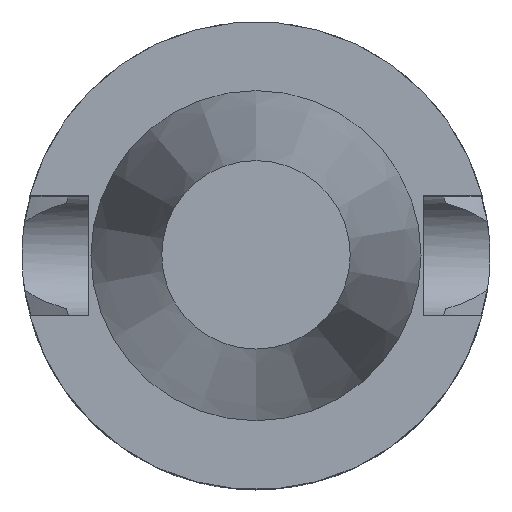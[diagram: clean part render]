
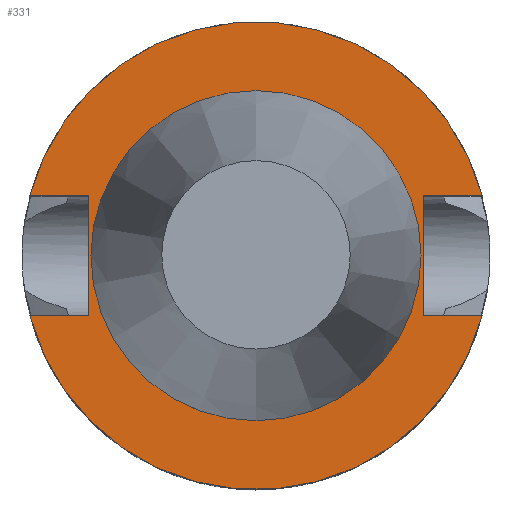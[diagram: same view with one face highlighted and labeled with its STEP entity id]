
A CAD part, top view. The second image highlights one B-rep face of the part: STEP entity #331.
In plain terms, the highlighted planar face has unit normal (0, 0, 1).
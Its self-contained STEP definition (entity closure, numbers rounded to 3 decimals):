
#148=EDGE_CURVE('240[2]',#401,#402,#403,.T.);
#152=EDGE_CURVE('240[2]',#363,#409,#410,.T.);
#168=EDGE_CURVE('240[2]',#434,#435,#436,.T.);
#200=EDGE_CURVE('240[2]',#409,#401,#480,.T.);
#213=EDGE_CURVE('240[2]',#496,#496,#497,.T.);
#245=EDGE_CURVE('240[2]',#441,#358,#540,.T.);
#250=EDGE_CURVE('240[2]',#435,#441,#546,.T.);
#252=EDGE_CURVE('240[2]',#402,#434,#548,.T.);
#294=EDGE_CURVE('240[2]',#358,#363,#602,.T.);
#331=ADVANCED_FACE('240[2]',(#646,#647),#648,.T.);
#358=VERTEX_POINT('',#685);
#363=VERTEX_POINT('',#692);
#401=VERTEX_POINT('',#755);
#402=VERTEX_POINT('',#756);
#403=LINE('',#757,#758);
#409=VERTEX_POINT('',#766);
#410=LINE('',#767,#768);
#434=VERTEX_POINT('',#808);
#435=VERTEX_POINT('',#809);
#436=LINE('',#810,#811);
#441=VERTEX_POINT('',#835);
#480=LINE('',#896,#897);
#496=VERTEX_POINT('',#939);
#497=CIRCLE('',#940,22.225);
#540=LINE('',#1090,#1091);
#546=LINE('',#1099,#1100);
#548=CIRCLE('',#1103,31.5);
#602=CIRCLE('',#1222,31.5);
#646=FACE_OUTER_BOUND('',#1342,.T.);
#647=FACE_BOUND('',#1343,.T.);
#648=PLANE('',#1344);
#685=CARTESIAN_POINT('',(30.454,8.05,-1.));
#692=CARTESIAN_POINT('',(-30.454,8.05,-1.));
#755=CARTESIAN_POINT('',(-22.5,-8.05,-1.));
#756=CARTESIAN_POINT('',(-30.454,-8.05,-1.));
#757=CARTESIAN_POINT('',(-11.25,-8.05,-1.));
#758=VECTOR('',#1385,1.0);
#766=CARTESIAN_POINT('',(-22.5,8.05,-1.));
#767=CARTESIAN_POINT('',(-11.25,8.05,-1.));
#768=VECTOR('',#1389,1.0);
#808=CARTESIAN_POINT('',(30.454,-8.05,-1.));
#809=CARTESIAN_POINT('',(22.5,-8.05,-1.));
#810=CARTESIAN_POINT('',(11.25,-8.05,-1.));
#811=VECTOR('',#1417,1.0);
#835=CARTESIAN_POINT('',(22.5,8.05,-1.));
#896=CARTESIAN_POINT('',(-22.5,13.431,-1.));
#897=VECTOR('',#1469,1.0);
#939=CARTESIAN_POINT('',(0.,22.225,-1.));
#940=AXIS2_PLACEMENT_3D('',#1483,#1484,#1485);
#1090=CARTESIAN_POINT('',(11.25,8.05,-1.));
#1091=VECTOR('',#1539,1.0);
#1099=CARTESIAN_POINT('',(22.5,13.431,-1.));
#1100=VECTOR('',#1548,1.0);
#1103=AXIS2_PLACEMENT_3D('',#1549,#1550,#1551);
#1222=AXIS2_PLACEMENT_3D('',#1613,#1614,#1615);
#1342=EDGE_LOOP('',(#1665,#1666,#1667,#1668,#1669,#1670,#1671,#1672));
#1343=EDGE_LOOP('',(#1673));
#1344=AXIS2_PLACEMENT_3D('',#1674,#1675,#1676);
#1385=DIRECTION('',(-1.0,0.,0.));
#1389=DIRECTION('',(1.0,0.,0.));
#1417=DIRECTION('',(-1.0,0.,0.));
#1469=DIRECTION('',(0.,-1.0,0.));
#1483=CARTESIAN_POINT('',(0.,0.,-1.));
#1484=DIRECTION('',(0.,0.,1.0));
#1485=DIRECTION('',(0.,1.0,0.));
#1539=DIRECTION('',(1.0,0.,0.));
#1548=DIRECTION('',(0.,1.0,0.));
#1549=CARTESIAN_POINT('',(0.,0.,-1.));
#1550=DIRECTION('',(0.,0.,1.0));
#1551=DIRECTION('',(0.,1.0,0.));
#1613=CARTESIAN_POINT('',(0.,0.,-1.));
#1614=DIRECTION('',(0.,0.,1.0));
#1615=DIRECTION('',(0.,1.0,0.));
#1665=ORIENTED_EDGE('',*,*,#148,.T.);
#1666=ORIENTED_EDGE('',*,*,#252,.T.);
#1667=ORIENTED_EDGE('',*,*,#168,.T.);
#1668=ORIENTED_EDGE('',*,*,#250,.T.);
#1669=ORIENTED_EDGE('',*,*,#245,.T.);
#1670=ORIENTED_EDGE('',*,*,#294,.T.);
#1671=ORIENTED_EDGE('',*,*,#152,.T.);
#1672=ORIENTED_EDGE('',*,*,#200,.T.);
#1673=ORIENTED_EDGE('',*,*,#213,.F.);
#1674=CARTESIAN_POINT('',(0.,26.863,-1.));
#1675=DIRECTION('',(0.,0.,1.0));
#1676=DIRECTION('',(1.0,0.,0.0));
